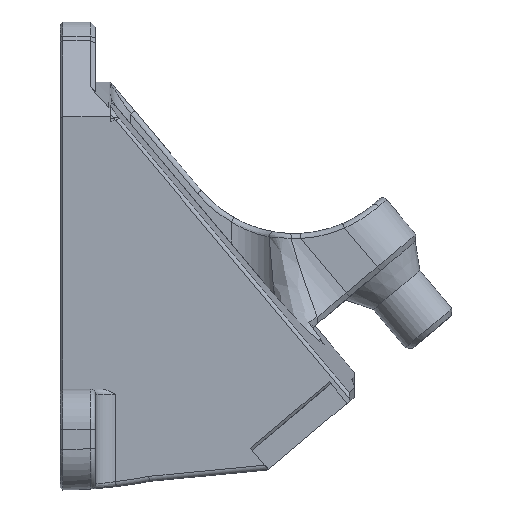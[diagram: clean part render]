
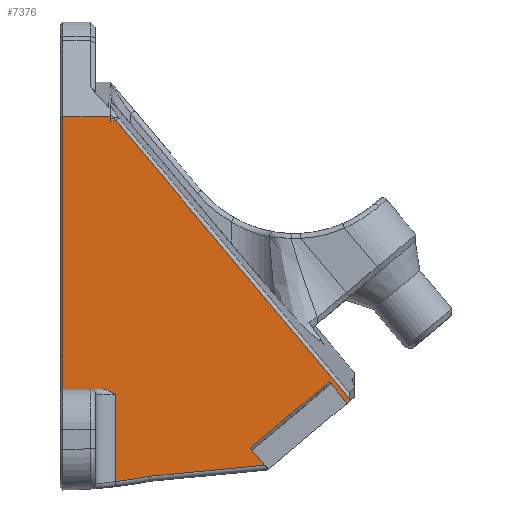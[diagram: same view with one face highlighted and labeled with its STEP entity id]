
A CAD part, left-side view. The second image highlights one B-rep face of the part: STEP entity #7376.
In plain terms, the highlighted planar face has unit normal (-1, 0, 0).
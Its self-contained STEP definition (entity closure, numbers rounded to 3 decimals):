
#29 = DIRECTION ( 'NONE',  ( 0., 0., -1. ) ) ;
#40 = VERTEX_POINT ( 'NONE', #1981 ) ;
#74 = EDGE_CURVE ( 'NONE', #991, #7168, #1496, .T. ) ;
#81 = EDGE_CURVE ( 'NONE', #5786, #6218, #3263, .T. ) ;
#86 = EDGE_CURVE ( 'NONE', #5800, #2437, #6938, .T. ) ;
#134 = VERTEX_POINT ( 'NONE', #6532 ) ;
#139 = CARTESIAN_POINT ( 'NONE',  ( 50., 73.954, 10. ) ) ;
#154 = CARTESIAN_POINT ( 'NONE',  ( 50., 73.355, 10.843 ) ) ;
#189 = EDGE_CURVE ( 'NONE', #2437, #4691, #2150, .T. ) ;
#199 = DIRECTION ( 'NONE',  ( 0., -0.766, 0.643 ) ) ;
#272 = CARTESIAN_POINT ( 'NONE',  ( 50., 21.42, 53.328 ) ) ;
#301 = CARTESIAN_POINT ( 'NONE',  ( 50., 73.15, 11.076 ) ) ;
#303 = EDGE_CURVE ( 'NONE', #5800, #6210, #7418, .T. ) ;
#358 = CARTESIAN_POINT ( 'NONE',  ( 50., 19.761, 9.302 ) ) ;
#369 = CARTESIAN_POINT ( 'NONE',  ( 50., 73.954, 10. ) ) ;
#439 = EDGE_CURVE ( 'NONE', #4691, #7006, #1122, .T. ) ;
#648 = VECTOR ( 'NONE', #6215, 1000. ) ;
#653 = ORIENTED_EDGE ( 'NONE', *, *, #7707, .F. ) ;
#655 = EDGE_CURVE ( 'NONE', #8111, #4313, #1852, .T. ) ;
#679 = CARTESIAN_POINT ( 'NONE',  ( 50., 92.706, 0. ) ) ;
#698 = DIRECTION ( 'NONE',  ( -1., 0., 0. ) ) ;
#701 = VECTOR ( 'NONE', #3766, 1000. ) ;
#783 = CARTESIAN_POINT ( 'NONE',  ( 50., 92.706, 0. ) ) ;
#890 = CARTESIAN_POINT ( 'NONE',  ( 50., 73.371, 10.782 ) ) ;
#902 = CARTESIAN_POINT ( 'NONE',  ( 50., 7.924, 38.022 ) ) ;
#963 = VECTOR ( 'NONE', #199, 1000. ) ;
#991 = VERTEX_POINT ( 'NONE', #6890 ) ;
#1055 = LINE ( 'NONE', #6141, #2203 ) ;
#1122 = LINE ( 'NONE', #2543, #648 ) ;
#1129 = CARTESIAN_POINT ( 'NONE',  ( 50., 2.702, 17.586 ) ) ;
#1230 = CARTESIAN_POINT ( 'NONE',  ( 50., 24.615, 57.135 ) ) ;
#1398 = CARTESIAN_POINT ( 'NONE',  ( 50., 73.15, 11.076 ) ) ;
#1427 = DIRECTION ( 'NONE',  ( 0., 0., -1. ) ) ;
#1494 = EDGE_CURVE ( 'NONE', #7230, #5786, #8197, .T. ) ;
#1496 = CIRCLE ( 'NONE', #4673, 22.138 ) ;
#1632 = DIRECTION ( 'NONE',  ( 0., -0.766, 0.643 ) ) ;
#1698 = DIRECTION ( 'NONE',  ( 0., 1., 0. ) ) ;
#1852 = LINE ( 'NONE', #5012, #3517 ) ;
#1936 = ORIENTED_EDGE ( 'NONE', *, *, #655, .F. ) ;
#1975 = CARTESIAN_POINT ( 'NONE',  ( 50., 75.92, 14.085 ) ) ;
#1981 = CARTESIAN_POINT ( 'NONE',  ( 50., 73.954, 0.5 ) ) ;
#2150 = LINE ( 'NONE', #902, #8058 ) ;
#2188 = CARTESIAN_POINT ( 'NONE',  ( 50., 19.477, 10.048 ) ) ;
#2203 = VECTOR ( 'NONE', #4756, 1000. ) ;
#2263 = CARTESIAN_POINT ( 'NONE',  ( 50., 17.588, 57.318 ) ) ;
#2320 = VECTOR ( 'NONE', #1427, 1000. ) ;
#2424 = DIRECTION ( 'NONE',  ( 1., 0., 0. ) ) ;
#2437 = VERTEX_POINT ( 'NONE', #8161 ) ;
#2475 = VECTOR ( 'NONE', #1698, 1000. ) ;
#2495 = ORIENTED_EDGE ( 'NONE', *, *, #74, .F. ) ;
#2543 = CARTESIAN_POINT ( 'NONE',  ( 50., 2.707, 17.634 ) ) ;
#2620 = AXIS2_PLACEMENT_3D ( 'NONE', #1975, #3210, #4506 ) ;
#2828 = ORIENTED_EDGE ( 'NONE', *, *, #5665, .F. ) ;
#2961 = CARTESIAN_POINT ( 'NONE',  ( 50., 19.844, 9.047 ) ) ;
#2977 = LINE ( 'NONE', #8149, #2475 ) ;
#3025 = ORIENTED_EDGE ( 'NONE', *, *, #7720, .T. ) ;
#3034 = ORIENTED_EDGE ( 'NONE', *, *, #81, .F. ) ;
#3102 = ORIENTED_EDGE ( 'NONE', *, *, #3794, .T. ) ;
#3106 = CARTESIAN_POINT ( 'NONE',  ( 50., 73.954, 10. ) ) ;
#3193 = ORIENTED_EDGE ( 'NONE', *, *, #5885, .F. ) ;
#3210 = DIRECTION ( 'NONE',  ( 1., 0., 0. ) ) ;
#3255 = VECTOR ( 'NONE', #7977, 1000. ) ;
#3263 = LINE ( 'NONE', #5817, #6148 ) ;
#3333 = CARTESIAN_POINT ( 'NONE',  ( 50., 73.371, 10.782 ) ) ;
#3340 = CARTESIAN_POINT ( 'NONE',  ( 50., 73.319, 10.895 ) ) ;
#3517 = VECTOR ( 'NONE', #29, 1000. ) ;
#3532 = CARTESIAN_POINT ( 'NONE',  ( 50., 19., 11. ) ) ;
#3766 = DIRECTION ( 'NONE',  ( 0., -0.643, -0.766 ) ) ;
#3776 = CARTESIAN_POINT ( 'NONE',  ( 50., 4.918, 40.544 ) ) ;
#3781 = CARTESIAN_POINT ( 'NONE',  ( 50., 73.294, 10.955 ) ) ;
#3794 = EDGE_CURVE ( 'NONE', #8185, #40, #7086, .T. ) ;
#3811 = EDGE_LOOP ( 'NONE', ( #1936, #3193, #2828, #5147, #7508, #6697, #4757, #7588, #4326, #3034, #4424, #5889, #2495, #3025, #3102, #653 ) ) ;
#3897 = VERTEX_POINT ( 'NONE', #3532 ) ;
#4142 = DIRECTION ( 'NONE',  ( 0., 1., 0. ) ) ;
#4171 = CARTESIAN_POINT ( 'NONE',  ( 50., 20., 8.269 ) ) ;
#4313 = VERTEX_POINT ( 'NONE', #5955 ) ;
#4326 = ORIENTED_EDGE ( 'NONE', *, *, #5874, .T. ) ;
#4424 = ORIENTED_EDGE ( 'NONE', *, *, #1494, .F. ) ;
#4463 = FACE_OUTER_BOUND ( 'NONE', #3811, .T. ) ;
#4506 = DIRECTION ( 'NONE',  ( 0., -1., 0. ) ) ;
#4673 = AXIS2_PLACEMENT_3D ( 'NONE', #783, #698, #5644 ) ;
#4691 = VERTEX_POINT ( 'NONE', #3776 ) ;
#4756 = DIRECTION ( 'NONE',  ( 0., 0.643, 0.766 ) ) ;
#4757 = ORIENTED_EDGE ( 'NONE', *, *, #86, .F. ) ;
#5012 = CARTESIAN_POINT ( 'NONE',  ( 50., 20., 14.085 ) ) ;
#5014 = DIRECTION ( 'NONE',  ( 0., -0.997, 0.075 ) ) ;
#5106 = CARTESIAN_POINT ( 'NONE',  ( 50., 18.086, 57.281 ) ) ;
#5147 = ORIENTED_EDGE ( 'NONE', *, *, #6270, .F. ) ;
#5254 = B_SPLINE_CURVE_WITH_KNOTS ( 'NONE', 3,
 ( #890, #154, #3340, #7266, #5891, #1398 ),
 .UNSPECIFIED., .F., .F.,
 ( 4, 2, 4 ),
 ( 0., 0., 0. ),
 .UNSPECIFIED. ) ;
#5279 = VECTOR ( 'NONE', #1632, 1000. ) ;
#5487 = CARTESIAN_POINT ( 'NONE',  ( 50., 20., 8. ) ) ;
#5644 = DIRECTION ( 'NONE',  ( 0., -1., 0. ) ) ;
#5665 = EDGE_CURVE ( 'NONE', #134, #3897, #2977, .T. ) ;
#5786 = VERTEX_POINT ( 'NONE', #5106 ) ;
#5794 = AXIS2_PLACEMENT_3D ( 'NONE', #679, #2424, #7509 ) ;
#5800 = VERTEX_POINT ( 'NONE', #272 ) ;
#5817 = CARTESIAN_POINT ( 'NONE',  ( 50., 20.416, 57.106 ) ) ;
#5874 = EDGE_CURVE ( 'NONE', #6210, #6218, #1055, .T. ) ;
#5885 = EDGE_CURVE ( 'NONE', #3897, #8111, #6245, .T. ) ;
#5889 = ORIENTED_EDGE ( 'NONE', *, *, #5986, .F. ) ;
#5891 = CARTESIAN_POINT ( 'NONE',  ( 50., 73.198, 11.036 ) ) ;
#5955 = CARTESIAN_POINT ( 'NONE',  ( 50., 20., 0.5 ) ) ;
#5986 = EDGE_CURVE ( 'NONE', #7168, #7230, #5254, .T. ) ;
#6055 = CARTESIAN_POINT ( 'NONE',  ( 50., 21.037, 53.649 ) ) ;
#6069 = DIRECTION ( 'NONE',  ( 0., -0.766, 0.643 ) ) ;
#6076 = LINE ( 'NONE', #369, #3255 ) ;
#6104 = CARTESIAN_POINT ( 'NONE',  ( 50., 19., 11. ) ) ;
#6141 = CARTESIAN_POINT ( 'NONE',  ( 50., 3.965, 41.083 ) ) ;
#6148 = VECTOR ( 'NONE', #5014, 1000. ) ;
#6210 = VERTEX_POINT ( 'NONE', #8005 ) ;
#6215 = DIRECTION ( 'NONE',  ( 0., -0.096, -0.995 ) ) ;
#6218 = VERTEX_POINT ( 'NONE', #2263 ) ;
#6245 = B_SPLINE_CURVE_WITH_KNOTS ( 'NONE', 3,
 ( #6104, #6650, #2188, #358, #2961, #7304, #4171, #7887 ),
 .UNSPECIFIED., .F., .F.,
 ( 4, 2, 2, 4 ),
 ( 0., 0.002, 0.002, 0.003 ),
 .UNSPECIFIED. ) ;
#6270 = EDGE_CURVE ( 'NONE', #7006, #134, #7523, .T. ) ;
#6471 = VECTOR ( 'NONE', #4142, 1000. ) ;
#6532 = CARTESIAN_POINT ( 'NONE',  ( 50., 1.662, 11. ) ) ;
#6650 = CARTESIAN_POINT ( 'NONE',  ( 50., 19.238, 10.525 ) ) ;
#6697 = ORIENTED_EDGE ( 'NONE', *, *, #189, .F. ) ;
#6890 = CARTESIAN_POINT ( 'NONE',  ( 50., 72.956, 10. ) ) ;
#6938 = LINE ( 'NONE', #1230, #701 ) ;
#7006 = VERTEX_POINT ( 'NONE', #1129 ) ;
#7015 = PLANE ( 'NONE',  #2620 ) ;
#7086 = LINE ( 'NONE', #139, #2320 ) ;
#7168 = VERTEX_POINT ( 'NONE', #3333 ) ;
#7230 = VERTEX_POINT ( 'NONE', #301 ) ;
#7266 = CARTESIAN_POINT ( 'NONE',  ( 50., 73.242, 10.992 ) ) ;
#7304 = CARTESIAN_POINT ( 'NONE',  ( 50., 19.962, 8.531 ) ) ;
#7318 = LINE ( 'NONE', #7438, #6471 ) ;
#7376 = ADVANCED_FACE ( 'NONE', ( #4463 ), #7015, .F. ) ;
#7418 = LINE ( 'NONE', #6055, #5279 ) ;
#7438 = CARTESIAN_POINT ( 'NONE',  ( 50., 73.954, 0.5 ) ) ;
#7508 = ORIENTED_EDGE ( 'NONE', *, *, #439, .F. ) ;
#7509 = DIRECTION ( 'NONE',  ( 0., -1., 0. ) ) ;
#7523 = CIRCLE ( 'NONE', #5794, 91.706 ) ;
#7588 = ORIENTED_EDGE ( 'NONE', *, *, #303, .T. ) ;
#7707 = EDGE_CURVE ( 'NONE', #4313, #40, #7318, .T. ) ;
#7720 = EDGE_CURVE ( 'NONE', #991, #8185, #6076, .T. ) ;
#7887 = CARTESIAN_POINT ( 'NONE',  ( 50., 20., 8. ) ) ;
#7977 = DIRECTION ( 'NONE',  ( 0., 1., 0. ) ) ;
#8005 = CARTESIAN_POINT ( 'NONE',  ( 50., 17.206, 56.863 ) ) ;
#8058 = VECTOR ( 'NONE', #6069, 1000. ) ;
#8111 = VERTEX_POINT ( 'NONE', #5487 ) ;
#8149 = CARTESIAN_POINT ( 'NONE',  ( 50., 75.92, 11. ) ) ;
#8161 = CARTESIAN_POINT ( 'NONE',  ( 50., 8.307, 37.7 ) ) ;
#8185 = VERTEX_POINT ( 'NONE', #3106 ) ;
#8197 = LINE ( 'NONE', #3781, #963 ) ;
